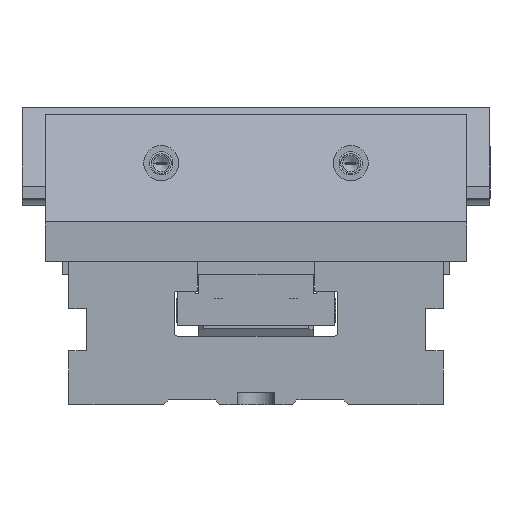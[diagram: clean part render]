
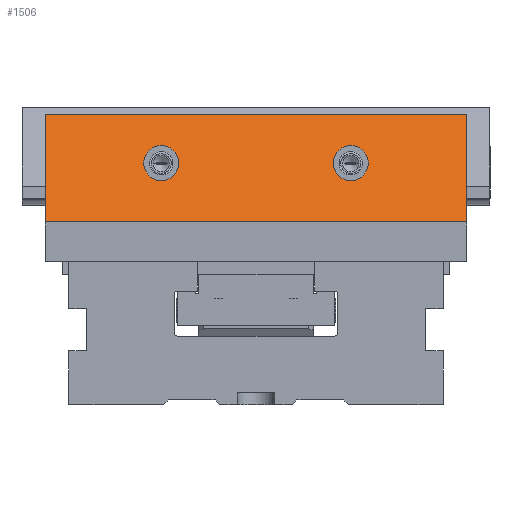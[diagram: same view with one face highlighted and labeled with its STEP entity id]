
A CAD part, left-side view. The second image highlights one B-rep face of the part: STEP entity #1506.
In plain terms, the highlighted planar face has unit normal (-0.924, 0, 0.383).
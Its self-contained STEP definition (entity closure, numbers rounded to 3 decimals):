
#222=ELLIPSE('',#9053,8.118,7.5);
#223=ELLIPSE('',#9068,8.118,7.5);
#825=FACE_BOUND('',#2753,.T.);
#826=FACE_BOUND('',#2754,.T.);
#827=FACE_BOUND('',#2755,.T.);
#1506=ADVANCED_FACE('',(#825,#826,#827),#1839,.F.);
#1839=PLANE('',#9070);
#2753=EDGE_LOOP('',(#4251,#4252,#4253,#4254));
#2754=EDGE_LOOP('',(#4255));
#2755=EDGE_LOOP('',(#4256));
#4251=ORIENTED_EDGE('',*,*,#6597,.T.);
#4252=ORIENTED_EDGE('',*,*,#6581,.T.);
#4253=ORIENTED_EDGE('',*,*,#6614,.T.);
#4254=ORIENTED_EDGE('',*,*,#6601,.T.);
#4255=ORIENTED_EDGE('',*,*,#6647,.F.);
#4256=ORIENTED_EDGE('',*,*,#6641,.F.);
#5626=VERTEX_POINT('',#13419);
#5627=VERTEX_POINT('',#13420);
#5640=VERTEX_POINT('',#13451);
#5643=VERTEX_POINT('',#13459);
#5670=VERTEX_POINT('',#13546);
#5677=VERTEX_POINT('',#13568);
#6581=EDGE_CURVE('',#5626,#5627,#7455,.T.);
#6597=EDGE_CURVE('',#5640,#5626,#7469,.T.);
#6601=EDGE_CURVE('',#5643,#5640,#7472,.T.);
#6614=EDGE_CURVE('',#5627,#5643,#7483,.T.);
#6641=EDGE_CURVE('',#5670,#5670,#222,.T.);
#6647=EDGE_CURVE('',#5677,#5677,#223,.T.);
#7455=LINE('',#13418,#8172);
#7469=LINE('',#13450,#8186);
#7472=LINE('',#13458,#8189);
#7483=LINE('',#13483,#8200);
#8172=VECTOR('',#10677,1.);
#8186=VECTOR('',#10699,1.);
#8189=VECTOR('',#10706,1.);
#8200=VECTOR('',#10725,1.);
#9053=AXIS2_PLACEMENT_3D('',#13545,#10799,#10800);
#9068=AXIS2_PLACEMENT_3D('',#13567,#10829,#10830);
#9070=AXIS2_PLACEMENT_3D('',#13570,#10833,#10834);
#10677=DIRECTION('',(0.,1.,0.));
#10699=DIRECTION('',(0.383,0.,0.924));
#10706=DIRECTION('',(0.,-1.,0.));
#10725=DIRECTION('',(-0.383,0.,-0.924));
#10799=DIRECTION('',(-0.924,0.,0.383));
#10800=DIRECTION('',(0.383,0.,0.924));
#10829=DIRECTION('',(-0.924,0.,0.383));
#10830=DIRECTION('',(0.383,0.,0.924));
#10833=DIRECTION('',(0.924,0.,-0.383));
#10834=DIRECTION('',(-0.383,0.,-0.924));
#13418=CARTESIAN_POINT('',(19.042,80.,124.));
#13419=CARTESIAN_POINT('',(19.042,-10.,124.));
#13420=CARTESIAN_POINT('',(19.042,170.,124.));
#13450=CARTESIAN_POINT('',(0.589,-10.,79.453));
#13451=CARTESIAN_POINT('',(0.,-10.,78.03));
#13458=CARTESIAN_POINT('',(0.,80.,78.03));
#13459=CARTESIAN_POINT('',(0.,170.,78.03));
#13483=CARTESIAN_POINT('',(0.589,170.,79.453));
#13545=CARTESIAN_POINT('',(10.405,120.5,103.15));
#13546=CARTESIAN_POINT('',(13.512,120.5,110.65));
#13567=CARTESIAN_POINT('',(10.405,39.5,103.15));
#13568=CARTESIAN_POINT('',(13.512,39.5,110.65));
#13570=CARTESIAN_POINT('',(21.926,80.,130.963));
